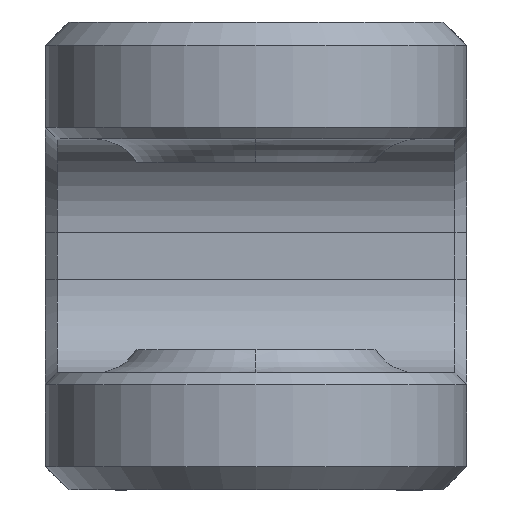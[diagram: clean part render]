
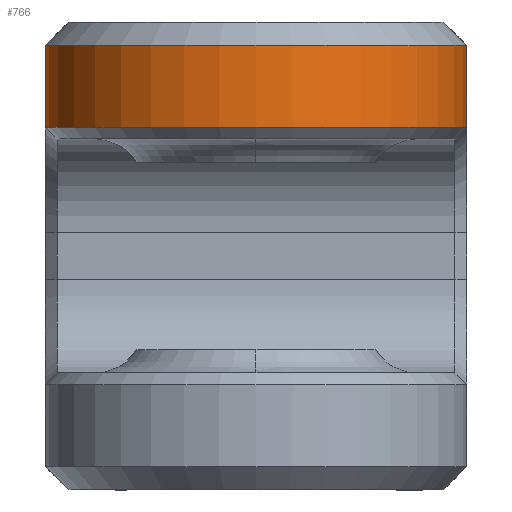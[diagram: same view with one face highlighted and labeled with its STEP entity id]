
A CAD part, front view. The second image highlights one B-rep face of the part: STEP entity #766.
In plain terms, the highlighted cylindrical face has radius 4.5 mm (diameter 9 mm), a partial arc.
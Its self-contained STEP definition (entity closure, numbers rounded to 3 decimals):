
#25 = DIRECTION ( 'NONE',  ( 0., 0., 1. ) ) ;
#31 = DIRECTION ( 'NONE',  ( 0., 0., 1. ) ) ;
#73 = CARTESIAN_POINT ( 'NONE',  ( 0., 4.5, 4.5 ) ) ;
#85 = VECTOR ( 'NONE', #25, 1000. ) ;
#118 = AXIS2_PLACEMENT_3D ( 'NONE', #1663, #1650, #1831 ) ;
#201 = CIRCLE ( 'NONE', #1714, 4.5 ) ;
#249 = FACE_OUTER_BOUND ( 'NONE', #869, .T. ) ;
#335 = VERTEX_POINT ( 'NONE', #1391 ) ;
#440 = EDGE_CURVE ( 'NONE', #1768, #335, #1919, .T. ) ;
#501 = DIRECTION ( 'NONE',  ( 0., 0., -1. ) ) ;
#563 = LINE ( 'NONE', #2186, #1118 ) ;
#739 = EDGE_CURVE ( 'NONE', #335, #1791, #1733, .T. ) ;
#766 = ADVANCED_FACE ( 'NONE', ( #249 ), #992, .T. ) ;
#860 = DIRECTION ( 'NONE',  ( 0., 0., 1. ) ) ;
#869 = EDGE_LOOP ( 'NONE', ( #1784, #2004, #1474, #1498 ) ) ;
#992 = CYLINDRICAL_SURFACE ( 'NONE', #2134, 4.5 ) ;
#1060 = DIRECTION ( 'NONE',  ( 1., 0., 0. ) ) ;
#1118 = VECTOR ( 'NONE', #31, 1000. ) ;
#1391 = CARTESIAN_POINT ( 'NONE',  ( 9., 4.5, 2.75 ) ) ;
#1474 = ORIENTED_EDGE ( 'NONE', *, *, #739, .T. ) ;
#1498 = ORIENTED_EDGE ( 'NONE', *, *, #2315, .T. ) ;
#1553 = CARTESIAN_POINT ( 'NONE',  ( 0., 4.5, 2.75 ) ) ;
#1598 = DIRECTION ( 'NONE',  ( -1., 0., 0. ) ) ;
#1650 = DIRECTION ( 'NONE',  ( 0., 0., 1. ) ) ;
#1663 = CARTESIAN_POINT ( 'NONE',  ( 4.5, 4.5, 2.75 ) ) ;
#1689 = VERTEX_POINT ( 'NONE', #73 ) ;
#1714 = AXIS2_PLACEMENT_3D ( 'NONE', #2126, #501, #1598 ) ;
#1733 = LINE ( 'NONE', #2188, #85 ) ;
#1768 = VERTEX_POINT ( 'NONE', #1553 ) ;
#1784 = ORIENTED_EDGE ( 'NONE', *, *, #1932, .F. ) ;
#1791 = VERTEX_POINT ( 'NONE', #2284 ) ;
#1831 = DIRECTION ( 'NONE',  ( 1., 0., 0. ) ) ;
#1919 = CIRCLE ( 'NONE', #118, 4.5 ) ;
#1932 = EDGE_CURVE ( 'NONE', #1768, #1689, #563, .T. ) ;
#2004 = ORIENTED_EDGE ( 'NONE', *, *, #440, .T. ) ;
#2126 = CARTESIAN_POINT ( 'NONE',  ( 4.5, 4.5, 4.5 ) ) ;
#2134 = AXIS2_PLACEMENT_3D ( 'NONE', #2298, #860, #1060 ) ;
#2186 = CARTESIAN_POINT ( 'NONE',  ( 0., 4.5, -5. ) ) ;
#2188 = CARTESIAN_POINT ( 'NONE',  ( 9., 4.5, -5. ) ) ;
#2284 = CARTESIAN_POINT ( 'NONE',  ( 9., 4.5, 4.5 ) ) ;
#2298 = CARTESIAN_POINT ( 'NONE',  ( 4.5, 4.5, -5. ) ) ;
#2315 = EDGE_CURVE ( 'NONE', #1791, #1689, #201, .T. ) ;
